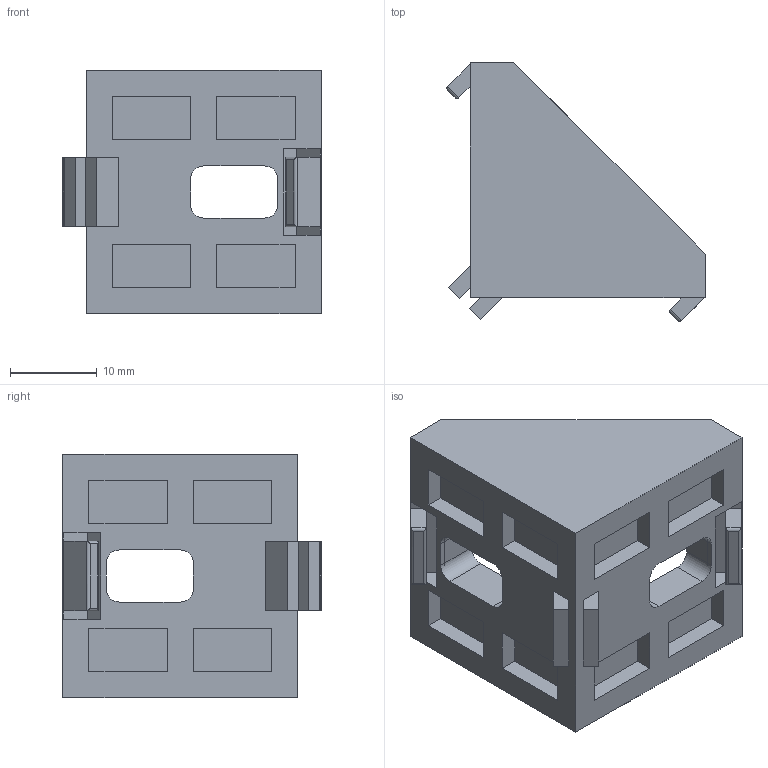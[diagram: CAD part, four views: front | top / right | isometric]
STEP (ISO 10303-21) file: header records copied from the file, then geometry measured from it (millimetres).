
FILE_DESCRIPTION (( 'STEP AP203' ), '1' );
FILE_NAME ('Óãëîâîé ñîåäèíèòåëü AL 1õ2 28õ27õ27.STEP', '2022-09-30T10:40:10', ( 'user' ), ( '' ), 'SwSTEP 2.0', 'SolidWorks 2022', '' );
FILE_SCHEMA (( 'CONFIG_CONTROL_DESIGN' ));
Length unit declared in the file: millimetre
Products named in the file (1): Угловой соединитель AL  1х2 28х27х27
Bounding box: 29.7 x 29.7 x 28 mm (x, y, z)
Volume: 6596.3 mm3; surface area: 5300.7 mm2
Topology: 1 solids, 1 shells, 115 faces, 289 edges, 188 vertices
Faces by surface type: plane 98, cylinder 17
Entity records: 3452 total; most frequent: CARTESIAN_POINT 623, ORIENTED_EDGE 578, DIRECTION 527, EDGE_CURVE 289, VECTOR 263, LINE 263, VERTEX_POINT 188, AXIS2_PLACEMENT_3D 132
